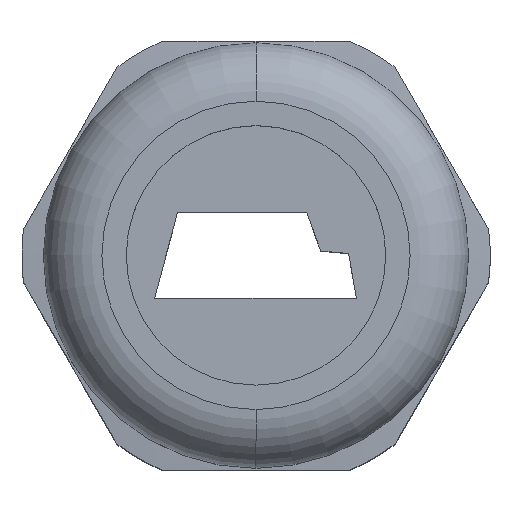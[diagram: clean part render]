
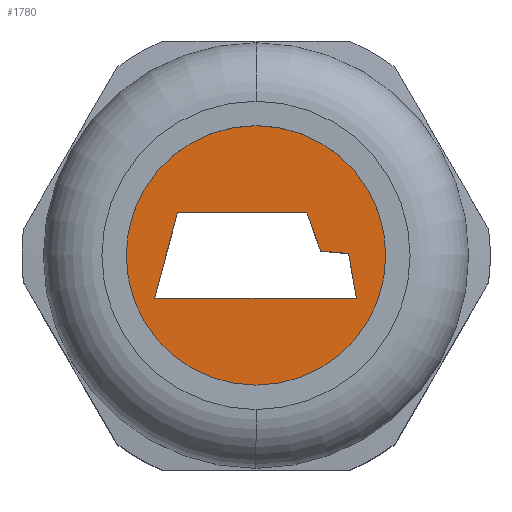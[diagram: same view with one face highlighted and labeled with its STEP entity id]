
A CAD part, top view. The second image highlights one B-rep face of the part: STEP entity #1780.
In plain terms, the highlighted planar face has unit normal (0, 0, 1).
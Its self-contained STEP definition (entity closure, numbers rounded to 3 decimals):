
#200=CARTESIAN_POINT('',(2.2,-5.2,31.));
#210=VERTEX_POINT('',#200);
#240=CARTESIAN_POINT('',(2.2,-5.2,31.));
#250=DIRECTION('',(0.966,-0.259,0.));
#260=VECTOR('',#250,1000.);
#270=LINE('',#240,#260);
#280=CARTESIAN_POINT('',(-2.2,-4.021,31.));
#290=VERTEX_POINT('',#280);
#300=EDGE_CURVE('',#290,#210,#270,.T.);
#1170=CARTESIAN_POINT('',(0.,6.65,31.));
#1180=DIRECTION('',(0.,0.,1.));
#1190=DIRECTION('',(1.,0.,0.));
#1200=AXIS2_PLACEMENT_3D('',#1170,#1180,#1190);
#1210=PLANE('',#1200);
#1220=CARTESIAN_POINT('',(-2.2,-4.021,31.));
#1230=DIRECTION('',(0.,-1.,0.));
#1240=VECTOR('',#1230,1000.);
#1250=LINE('',#1220,#1240);
#1260=CARTESIAN_POINT('',(-2.2,2.6,31.));
#1270=VERTEX_POINT('',#1260);
#1280=EDGE_CURVE('',#1270,#290,#1250,.T.);
#1290=ORIENTED_EDGE('',*,*,#1280,.F.);
#1300=ORIENTED_EDGE('',*,*,#300,.F.);
#1310=CARTESIAN_POINT('',(2.2,5.15,31.));
#1320=DIRECTION('',(0.,1.,0.));
#1330=VECTOR('',#1320,1000.);
#1340=LINE('',#1310,#1330);
#1350=CARTESIAN_POINT('',(2.2,5.15,31.));
#1360=VERTEX_POINT('',#1350);
#1370=EDGE_CURVE('',#210,#1360,#1340,.T.);
#1380=ORIENTED_EDGE('',*,*,#1370,.F.);
#1390=CARTESIAN_POINT('',(-0.1,4.744,31.));
#1400=DIRECTION('',(-0.985,-0.174,0.));
#1410=VECTOR('',#1400,1000.);
#1420=LINE('',#1390,#1410);
#1430=CARTESIAN_POINT('',(-0.1,4.744,31.));
#1440=VERTEX_POINT('',#1430);
#1450=EDGE_CURVE('',#1360,#1440,#1420,.T.);
#1460=ORIENTED_EDGE('',*,*,#1450,.F.);
#1470=CARTESIAN_POINT('',(-0.225,3.319,31.));
#1480=DIRECTION('',(-0.087,-0.996,0.));
#1490=VECTOR('',#1480,1000.);
#1500=LINE('',#1470,#1490);
#1510=CARTESIAN_POINT('',(-0.225,3.319,31.));
#1520=VERTEX_POINT('',#1510);
#1530=EDGE_CURVE('',#1440,#1520,#1500,.T.);
#1540=ORIENTED_EDGE('',*,*,#1530,.F.);
#1550=CARTESIAN_POINT('',(-2.2,2.6,31.));
#1560=DIRECTION('',(-0.94,-0.342,0.));
#1570=VECTOR('',#1560,1000.);
#1580=LINE('',#1550,#1570);
#1590=EDGE_CURVE('',#1520,#1270,#1580,.T.);
#1600=ORIENTED_EDGE('',*,*,#1590,.F.);
#1610=EDGE_LOOP('',(#1600,#1540,#1460,#1380,#1300,#1290));
#1620=FACE_BOUND('',#1610,.T.);
#1630=CARTESIAN_POINT('',(0.,0.,31.));
#1640=DIRECTION('',(0.,0.,-1.));
#1650=DIRECTION('',(-1.,0.,0.));
#1660=AXIS2_PLACEMENT_3D('',#1630,#1640,#1650);
#1670=CIRCLE('',#1660,6.65);
#1680=CARTESIAN_POINT('',(6.65,0.,31.));
#1690=VERTEX_POINT('',#1680);
#1700=CARTESIAN_POINT('',(-6.65,0.,31.));
#1710=VERTEX_POINT('',#1700);
#1720=EDGE_CURVE('',#1690,#1710,#1670,.T.);
#1730=ORIENTED_EDGE('',*,*,#1720,.F.);
#1740=EDGE_CURVE('',#1710,#1690,#1670,.T.);
#1750=ORIENTED_EDGE('',*,*,#1740,.F.);
#1760=EDGE_LOOP('',(#1750,#1730));
#1770=FACE_OUTER_BOUND('',#1760,.T.);
#1780=ADVANCED_FACE('',(#1620,#1770),#1210,.T.);
